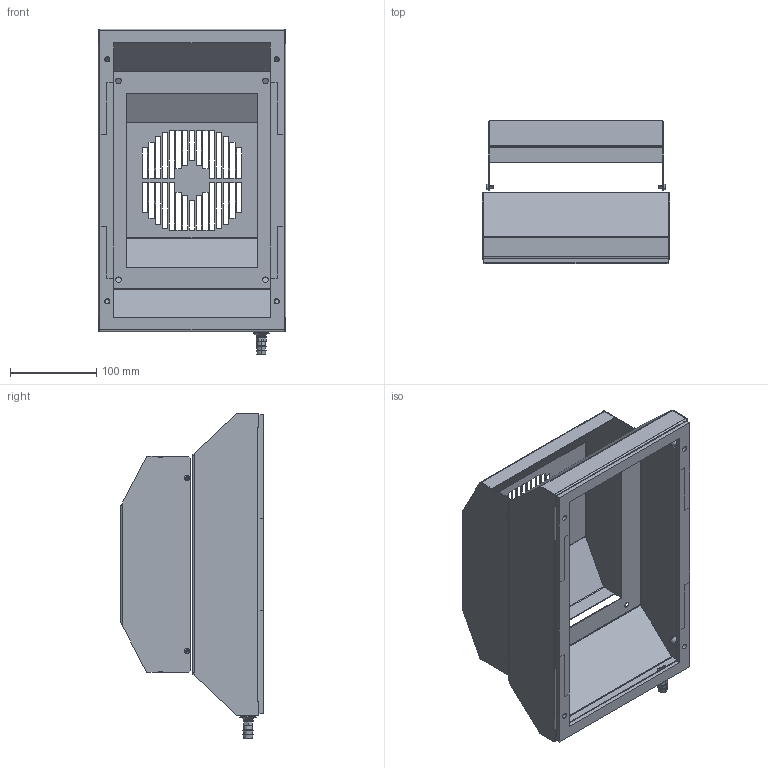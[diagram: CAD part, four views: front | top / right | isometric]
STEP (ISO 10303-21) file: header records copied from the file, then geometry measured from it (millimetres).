
FILE_DESCRIPTION((''),'2;1');
FILE_NAME('TG3075-DUCT_ASM_1_ASM','2024-10-18T08:04:49',('alexcam'),(''),'CREO PARAMETRIC BY PTC INC, 2023294','CREO PARAMETRIC BY PTC INC, 2023294','');
FILE_SCHEMA(('AUTOMOTIVE_DESIGN { 1 0 10303 214 1 1 1 1 }'));
Length unit declared in the file: millimetre
Products named in the file (9): TG3075_AMB_COVER_NEW_1; SCREW_DIN_7985-M3X6-4_8_1; TG3075_DUCT_1; POPNUT_M6_HEX_OPEN_A2_1; TG3075_DUCT_MNT_GASKET2_1; TG3075_DUCT_MNT_GASKET1_1; BAYONET_DRAINFITTING_1; TG3075_DUCT_ASM_1_ASM; TG3075-DUCT_ASM_1_ASM
Assembly tree (16 placements, depth 3):
  TG3075-DUCT_ASM_1_ASM
    TG3075_AMB_COVER_NEW_1
    SCREW_DIN_7985-M3X6-4_8_1  x4
    TG3075_DUCT_ASM_1_ASM
      TG3075_DUCT_1
      POPNUT_M6_HEX_OPEN_A2_1  x4
      TG3075_DUCT_MNT_GASKET2_1  x2
      TG3075_DUCT_MNT_GASKET1_1  x2
      BAYONET_DRAINFITTING_1
Bounding box: 217 x 165 x 376.9 mm (x, y, z)
Volume: 302322.7 mm3; surface area: 496413.3 mm2
Topology: 15 solids, 15 shells, 980 faces, 2635 edges, 1719 vertices
Faces by surface type: plane 592, cylinder 184, cone 96, bspline 50, torus 44, sphere 10, extrusion 4
Entity records: 28613 total; most frequent: CARTESIAN_POINT 7898, ORIENTED_EDGE 3564, DIRECTION 3202, EDGE_CURVE 1782, VECTOR 1178, PRESENTATION_STYLE_ASSIGNMENT 1174, STYLED_ITEM 1174, LINE 1174
